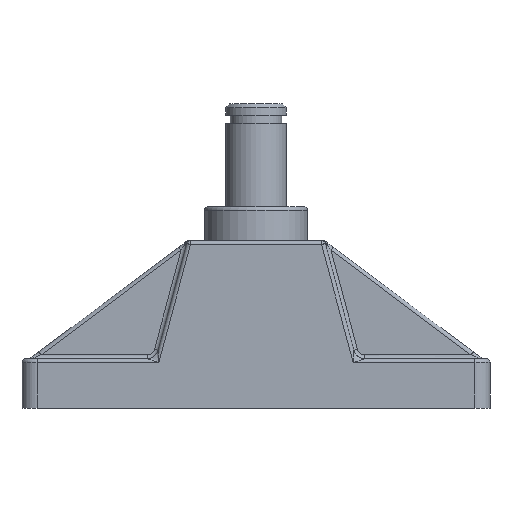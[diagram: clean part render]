
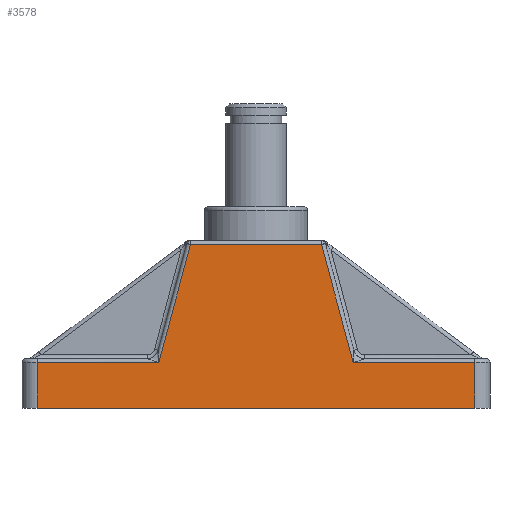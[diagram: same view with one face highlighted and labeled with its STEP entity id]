
A CAD part, front view. The second image highlights one B-rep face of the part: STEP entity #3578.
In plain terms, the highlighted planar face has unit normal (0, -1, 0).
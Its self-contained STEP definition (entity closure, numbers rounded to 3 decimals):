
#2724=CARTESIAN_POINT('',(-12.77,-8.0,6.0));
#2725=VERTEX_POINT('',#2724);
#2766=CARTESIAN_POINT('',(-8.616,-8.0,21.5));
#2767=VERTEX_POINT('',#2766);
#2768=CARTESIAN_POINT('',(-8.616,-8.0,21.5));
#2769=DIRECTION('',(-0.259,0.0,-0.966));
#2770=VECTOR('',#2769,16.047);
#2771=LINE('',#2768,#2770);
#2772=EDGE_CURVE('',#2767,#2725,#2771,.T.);
#2799=CARTESIAN_POINT('',(-28.75,-8.0,6.0));
#2800=VERTEX_POINT('',#2799);
#2808=CARTESIAN_POINT('',(-28.75,-8.0,6.0));
#2809=DIRECTION('',(1.0,0.0,0.0));
#2810=VECTOR('',#2809,15.98);
#2811=LINE('',#2808,#2810);
#2812=EDGE_CURVE('',#2800,#2725,#2811,.T.);
#2881=CARTESIAN_POINT('',(12.77,-8.0,6.0));
#2882=VERTEX_POINT('',#2881);
#2906=CARTESIAN_POINT('',(28.75,-8.0,6.0));
#2907=VERTEX_POINT('',#2906);
#2908=CARTESIAN_POINT('',(12.77,-8.0,6.0));
#2909=DIRECTION('',(1.0,0.0,0.0));
#2910=VECTOR('',#2909,15.98);
#2911=LINE('',#2908,#2910);
#2912=EDGE_CURVE('',#2882,#2907,#2911,.T.);
#2946=CARTESIAN_POINT('',(8.616,-8.0,21.5));
#2947=VERTEX_POINT('',#2946);
#2955=CARTESIAN_POINT('',(12.77,-8.0,6.));
#2956=DIRECTION('',(-0.259,0.0,0.966));
#2957=VECTOR('',#2956,16.047);
#2958=LINE('',#2955,#2957);
#2959=EDGE_CURVE('',#2882,#2947,#2958,.T.);
#3331=CARTESIAN_POINT('',(-28.75,-8.0,0.0));
#3332=VERTEX_POINT('',#3331);
#3340=CARTESIAN_POINT('',(-28.75,-8.0,0.0));
#3341=DIRECTION('',(0.0,0.0,1.0));
#3342=VECTOR('',#3341,6.0);
#3343=LINE('',#3340,#3342);
#3344=EDGE_CURVE('',#3332,#2800,#3343,.T.);
#3397=CARTESIAN_POINT('',(28.75,-8.0,0.0));
#3398=VERTEX_POINT('',#3397);
#3406=CARTESIAN_POINT('',(-28.75,-8.0,0.0));
#3407=DIRECTION('',(1.0,0.0,0.0));
#3408=VECTOR('',#3407,57.5);
#3409=LINE('',#3406,#3408);
#3410=EDGE_CURVE('',#3332,#3398,#3409,.T.);
#3547=CARTESIAN_POINT('',(28.75,-8.0,6.0));
#3548=DIRECTION('',(0.0,0.0,-1.0));
#3549=VECTOR('',#3548,6.0);
#3550=LINE('',#3547,#3549);
#3551=EDGE_CURVE('',#2907,#3398,#3550,.T.);
#3558=CARTESIAN_POINT('',(30.75,-8.0,0.0));
#3559=DIRECTION('',(0.0,-1.0,0.0));
#3560=DIRECTION('',(0.0,0.0,-1.0));
#3561=AXIS2_PLACEMENT_3D('',#3558,#3559,#3560);
#3562=PLANE('',#3561);
#3563=ORIENTED_EDGE('',*,*,#2959,.T.);
#3564=CARTESIAN_POINT('',(-8.616,-8.0,21.5));
#3565=DIRECTION('',(1.0,0.0,0.0));
#3566=VECTOR('',#3565,17.233);
#3567=LINE('',#3564,#3566);
#3568=EDGE_CURVE('',#2767,#2947,#3567,.T.);
#3569=ORIENTED_EDGE('',*,*,#3568,.F.);
#3570=ORIENTED_EDGE('',*,*,#2772,.T.);
#3571=ORIENTED_EDGE('',*,*,#2812,.F.);
#3572=ORIENTED_EDGE('',*,*,#3344,.F.);
#3573=ORIENTED_EDGE('',*,*,#3410,.T.);
#3574=ORIENTED_EDGE('',*,*,#3551,.F.);
#3575=ORIENTED_EDGE('',*,*,#2912,.F.);
#3576=EDGE_LOOP('',(#3563,#3569,#3570,#3571,#3572,#3573,#3574,#3575));
#3577=FACE_OUTER_BOUND('',#3576,.T.);
#3578=ADVANCED_FACE('',(#3577),#3562,.T.);
